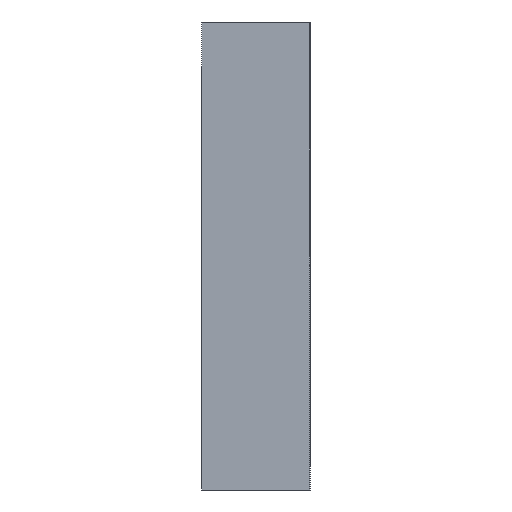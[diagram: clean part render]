
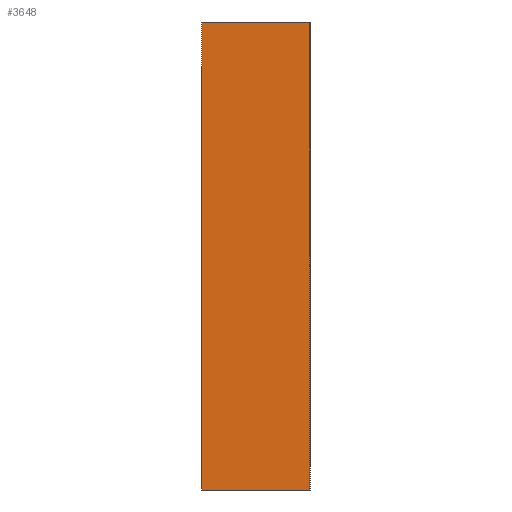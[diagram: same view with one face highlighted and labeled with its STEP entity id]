
A CAD part, left-side view. The second image highlights one B-rep face of the part: STEP entity #3648.
In plain terms, the highlighted planar face has unit normal (-1, 0, 0).
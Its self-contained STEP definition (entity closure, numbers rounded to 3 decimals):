
#774 = ORIENTED_EDGE ( 'NONE', *, *, #15057, .F. ) ;
#814 = VECTOR ( 'NONE', #6618, 1000. ) ;
#1274 = VECTOR ( 'NONE', #10565, 1000. ) ;
#1328 = VERTEX_POINT ( 'NONE', #7336 ) ;
#3370 = VERTEX_POINT ( 'NONE', #15116 ) ;
#3648 = ADVANCED_FACE ( 'NONE', ( #7210 ), #10699, .F. ) ;
#3771 = DIRECTION ( 'NONE',  ( 0., 0., -1. ) ) ;
#4770 = CARTESIAN_POINT ( 'NONE',  ( -27.3, 0., -6.5 ) ) ;
#5608 = EDGE_LOOP ( 'NONE', ( #8437, #13876, #774, #9456 ) ) ;
#6500 = CARTESIAN_POINT ( 'NONE',  ( -27.3, 3., -6.5 ) ) ;
#6618 = DIRECTION ( 'NONE',  ( 0., -1., 0. ) ) ;
#6945 = CARTESIAN_POINT ( 'NONE',  ( -27.3, 0., 6.5 ) ) ;
#7210 = FACE_OUTER_BOUND ( 'NONE', #5608, .T. ) ;
#7336 = CARTESIAN_POINT ( 'NONE',  ( -27.3, 3.01, 6.5 ) ) ;
#7346 = DIRECTION ( 'NONE',  ( 0., 0., 1. ) ) ;
#8437 = ORIENTED_EDGE ( 'NONE', *, *, #15453, .T. ) ;
#8785 = CARTESIAN_POINT ( 'NONE',  ( -27.3, 0., -6.5 ) ) ;
#9062 = EDGE_CURVE ( 'NONE', #3370, #11111, #11756, .T. ) ;
#9123 = EDGE_CURVE ( 'NONE', #1328, #14343, #11735, .T. ) ;
#9177 = VECTOR ( 'NONE', #9703, 1000. ) ;
#9350 = VECTOR ( 'NONE', #7346, 1000. ) ;
#9407 = DIRECTION ( 'NONE',  ( 1., 0., 0. ) ) ;
#9456 = ORIENTED_EDGE ( 'NONE', *, *, #9062, .T. ) ;
#9460 = LINE ( 'NONE', #17466, #1274 ) ;
#9703 = DIRECTION ( 'NONE',  ( 0., -1., 0. ) ) ;
#10565 = DIRECTION ( 'NONE',  ( 0., 0., 1. ) ) ;
#10699 = PLANE ( 'NONE',  #14399 ) ;
#10809 = LINE ( 'NONE', #8785, #9350 ) ;
#10847 = CARTESIAN_POINT ( 'NONE',  ( -27.3, 3., 6.5 ) ) ;
#11111 = VERTEX_POINT ( 'NONE', #4770 ) ;
#11735 = LINE ( 'NONE', #10847, #9177 ) ;
#11756 = LINE ( 'NONE', #6500, #814 ) ;
#11977 = CARTESIAN_POINT ( 'NONE',  ( -27.3, 3., -6.5 ) ) ;
#13876 = ORIENTED_EDGE ( 'NONE', *, *, #9123, .F. ) ;
#14343 = VERTEX_POINT ( 'NONE', #6945 ) ;
#14399 = AXIS2_PLACEMENT_3D ( 'NONE', #11977, #9407, #3771 ) ;
#15057 = EDGE_CURVE ( 'NONE', #3370, #1328, #9460, .T. ) ;
#15116 = CARTESIAN_POINT ( 'NONE',  ( -27.3, 3.01, -6.5 ) ) ;
#15453 = EDGE_CURVE ( 'NONE', #11111, #14343, #10809, .T. ) ;
#17466 = CARTESIAN_POINT ( 'NONE',  ( -27.3, 3.01, 0. ) ) ;
